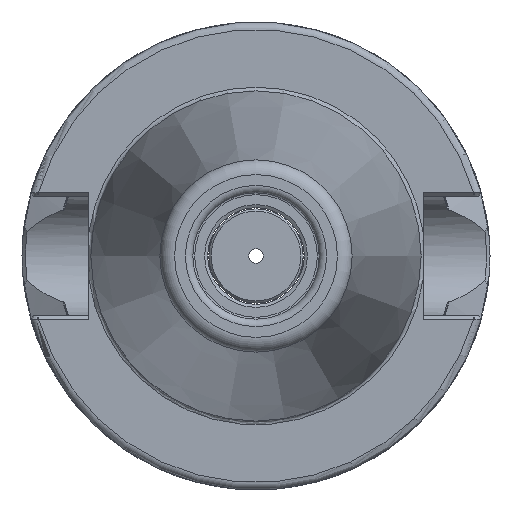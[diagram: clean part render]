
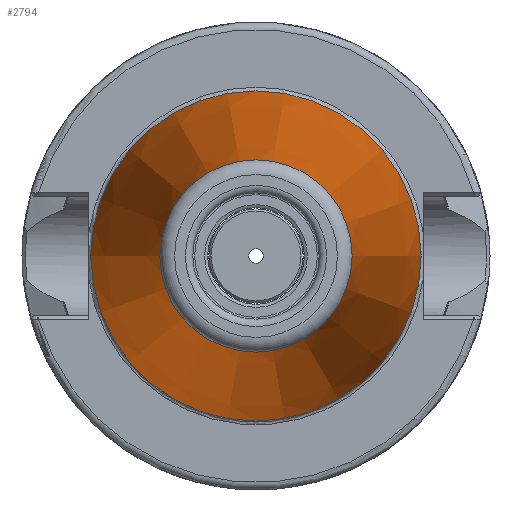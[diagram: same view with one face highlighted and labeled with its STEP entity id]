
A CAD part, left-side view. The second image highlights one B-rep face of the part: STEP entity #2794.
In plain terms, the highlighted conical face has half-angle 8.297 degrees and reference radius 17.581 mm.
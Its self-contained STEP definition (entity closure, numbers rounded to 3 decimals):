
#160=CONICAL_SURFACE('',#3063,17.581,0.145);
#350=FACE_OUTER_BOUND('',#514,.T.);
#514=EDGE_LOOP('',(#2246,#2247,#2248,#2249,#2250,#2251,#2252));
#680=LINE('',#5221,#811);
#811=VECTOR('',#3658,17.581);
#974=CIRCLE('',#3059,12.937);
#975=CIRCLE('',#3060,12.937);
#976=CIRCLE('',#3061,12.937);
#978=CIRCLE('',#3064,22.225);
#979=CIRCLE('',#3065,22.225);
#1249=VERTEX_POINT('',#5209);
#1250=VERTEX_POINT('',#5210);
#1251=VERTEX_POINT('',#5212);
#1252=VERTEX_POINT('',#5217);
#1253=VERTEX_POINT('',#5218);
#1612=EDGE_CURVE('',#1249,#1250,#974,.T.);
#1613=EDGE_CURVE('',#1251,#1249,#975,.T.);
#1614=EDGE_CURVE('',#1250,#1251,#976,.T.);
#1616=EDGE_CURVE('',#1252,#1253,#978,.T.);
#1617=EDGE_CURVE('',#1253,#1252,#979,.T.);
#1618=EDGE_CURVE('',#1253,#1251,#680,.T.);
#2246=ORIENTED_EDGE('',*,*,#1616,.F.);
#2247=ORIENTED_EDGE('',*,*,#1617,.F.);
#2248=ORIENTED_EDGE('',*,*,#1618,.T.);
#2249=ORIENTED_EDGE('',*,*,#1613,.T.);
#2250=ORIENTED_EDGE('',*,*,#1612,.T.);
#2251=ORIENTED_EDGE('',*,*,#1614,.T.);
#2252=ORIENTED_EDGE('',*,*,#1618,.F.);
#2794=ADVANCED_FACE('',(#350),#160,.T.);
#3059=AXIS2_PLACEMENT_3D('',#5211,#3644,#3645);
#3060=AXIS2_PLACEMENT_3D('',#5213,#3646,#3647);
#3061=AXIS2_PLACEMENT_3D('',#5214,#3648,#3649);
#3063=AXIS2_PLACEMENT_3D('',#5216,#3652,#3653);
#3064=AXIS2_PLACEMENT_3D('',#5219,#3654,#3655);
#3065=AXIS2_PLACEMENT_3D('',#5220,#3656,#3657);
#3644=DIRECTION('center_axis',(1.,0.,0.));
#3645=DIRECTION('ref_axis',(0.,0.,-1.));
#3646=DIRECTION('center_axis',(1.,0.,0.));
#3647=DIRECTION('ref_axis',(0.,0.,-1.));
#3648=DIRECTION('center_axis',(1.,0.,0.));
#3649=DIRECTION('ref_axis',(0.,0.,-1.));
#3652=DIRECTION('center_axis',(1.,0.,0.));
#3653=DIRECTION('ref_axis',(0.,1.,0.));
#3654=DIRECTION('center_axis',(1.,0.,0.));
#3655=DIRECTION('ref_axis',(0.,0.,-1.));
#3656=DIRECTION('center_axis',(1.,0.,0.));
#3657=DIRECTION('ref_axis',(0.,0.,-1.));
#3658=DIRECTION('',(-0.99,0.144,0.));
#5209=CARTESIAN_POINT('',(-63.689,12.937,0.));
#5210=CARTESIAN_POINT('',(-63.689,0.,12.937));
#5211=CARTESIAN_POINT('Origin',(-63.689,0.,
0.));
#5212=CARTESIAN_POINT('',(-63.689,-12.937,0.));
#5213=CARTESIAN_POINT('Origin',(-63.689,0.,
0.));
#5214=CARTESIAN_POINT('Origin',(-63.689,0.,
0.));
#5216=CARTESIAN_POINT('Origin',(-31.844,0.,
0.));
#5217=CARTESIAN_POINT('',(0.,22.225,0.));
#5218=CARTESIAN_POINT('',(0.,-22.225,0.));
#5219=CARTESIAN_POINT('Origin',(0.,0.,
0.));
#5220=CARTESIAN_POINT('Origin',(0.,0.,
0.));
#5221=CARTESIAN_POINT('',(-31.844,-17.581,0.));
